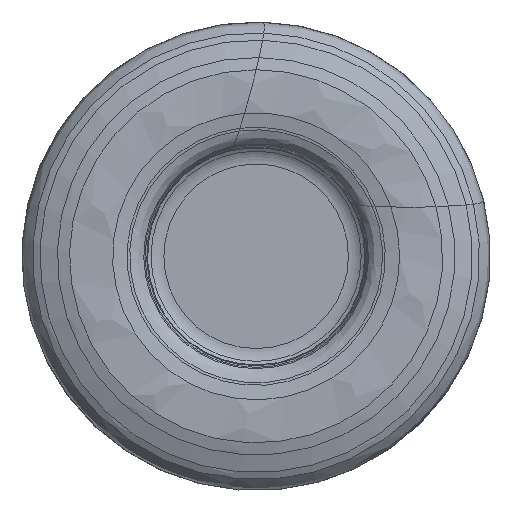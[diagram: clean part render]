
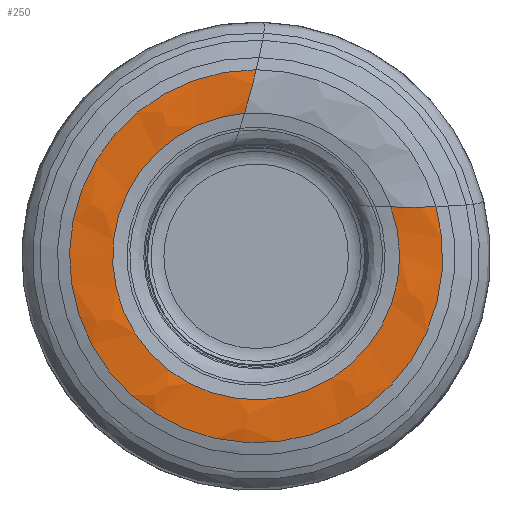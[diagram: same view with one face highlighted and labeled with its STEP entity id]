
A CAD part, left-side view. The second image highlights one B-rep face of the part: STEP entity #250.
In plain terms, the highlighted free-form (B-spline) face has degree [3, 3] with [4, 7] control points.
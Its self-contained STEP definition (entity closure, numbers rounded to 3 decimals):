
#45=(
BOUNDED_SURFACE()
B_SPLINE_SURFACE(3,3,((#1772,#1773,#1774,#1775,#1776,#1777,#1778),(#1779,
#1780,#1781,#1782,#1783,#1784,#1785),(#1786,#1787,#1788,#1789,#1790,#1791,
#1792),(#1793,#1794,#1795,#1796,#1797,#1798,#1799)),.UNSPECIFIED.,.F.,.F.,
 .F.)
B_SPLINE_SURFACE_WITH_KNOTS((4,4),(4,3,4),(0.,1.),(0.,0.5,1.),
 .UNSPECIFIED.)
GEOMETRIC_REPRESENTATION_ITEM()
RATIONAL_B_SPLINE_SURFACE(((1.,0.546,0.546,1.,0.546,
0.546,1.),(0.986,0.539,0.539,
0.986,0.539,0.539,0.986),
(0.986,0.539,0.539,0.986,
0.539,0.539,0.986),(1.,0.546,
0.546,1.,0.546,0.546,1.)))
REPRESENTATION_ITEM('')
SURFACE()
);
#250=ADVANCED_FACE('',(#311),#45,.F.);
#311=FACE_OUTER_BOUND('',#403,.T.);
#403=EDGE_LOOP('',(#534,#535,#536,#537));
#534=ORIENTED_EDGE('',*,*,#837,.F.);
#535=ORIENTED_EDGE('',*,*,#838,.T.);
#536=ORIENTED_EDGE('',*,*,#834,.T.);
#537=ORIENTED_EDGE('',*,*,#839,.T.);
#748=VERTEX_POINT('',#1749);
#749=VERTEX_POINT('',#1750);
#750=VERTEX_POINT('',#1768);
#751=VERTEX_POINT('',#1769);
#834=EDGE_CURVE('',#748,#749,#952,.T.);
#837=EDGE_CURVE('',#750,#751,#953,.T.);
#838=EDGE_CURVE('',#750,#748,#954,.T.);
#839=EDGE_CURVE('',#749,#751,#955,.T.);
#952=CIRCLE('',#1072,6.429);
#953=CIRCLE('',#1073,8.359);
#954=CIRCLE('',#1074,5.);
#955=CIRCLE('',#1075,5.);
#1072=AXIS2_PLACEMENT_3D('',#1748,#1266,#1267);
#1073=AXIS2_PLACEMENT_3D('',#1767,#1270,#1271);
#1074=AXIS2_PLACEMENT_3D('',#1770,#1272,#1273);
#1075=AXIS2_PLACEMENT_3D('',#1771,#1274,#1275);
#1266=DIRECTION('',(1.,0.,0.));
#1267=DIRECTION('',(0.,-0.939,0.344));
#1270=DIRECTION('',(1.,0.,0.));
#1271=DIRECTION('',(0.,-0.964,0.266));
#1272=DIRECTION('',(0.174,0.,-0.985));
#1273=DIRECTION('',(0.985,0.,0.174));
#1274=DIRECTION('',(-0.174,0.949,0.263));
#1275=DIRECTION('',(0.985,0.167,0.046));
#1748=CARTESIAN_POINT('',(0.075,0.,0.));
#1749=CARTESIAN_POINT('',(0.075,-6.036,2.213));
#1750=CARTESIAN_POINT('',(0.075,0.524,6.408));
#1767=CARTESIAN_POINT('',(0.133,0.,0.));
#1768=CARTESIAN_POINT('',(0.133,-8.057,2.223));
#1769=CARTESIAN_POINT('',(0.133,-0.005,8.359));
#1770=CARTESIAN_POINT('',(4.924,-6.904,3.068));
#1771=CARTESIAN_POINT('',(4.924,1.117,7.473));
#1772=CARTESIAN_POINT('',(0.075,-6.036,2.213));
#1773=CARTESIAN_POINT('',(0.075,-8.595,-4.766));
#1774=CARTESIAN_POINT('',(0.075,-2.799,-9.421));
#1775=CARTESIAN_POINT('',(0.075,3.463,-5.417));
#1776=CARTESIAN_POINT('',(0.075,9.726,-1.412));
#1777=CARTESIAN_POINT('',(0.075,7.933,5.802));
#1778=CARTESIAN_POINT('',(0.075,0.524,6.408));
#1779=CARTESIAN_POINT('',(-0.042,-6.709,2.193));
#1780=CARTESIAN_POINT('',(-0.042,-9.244,-5.565));
#1781=CARTESIAN_POINT('',(-0.042,-2.704,-10.446));
#1782=CARTESIAN_POINT('',(-0.042,4.011,-5.808));
#1783=CARTESIAN_POINT('',(-0.042,10.727,-1.17));
#1784=CARTESIAN_POINT('',(-0.042,8.477,6.675));
#1785=CARTESIAN_POINT('',(-0.042,0.325,7.051));
#1786=CARTESIAN_POINT('',(-0.023,-7.392,2.196));
#1787=CARTESIAN_POINT('',(-0.023,-9.932,-6.351));
#1788=CARTESIAN_POINT('',(-0.023,-2.644,-11.488));
#1789=CARTESIAN_POINT('',(-0.023,4.553,-6.224));
#1790=CARTESIAN_POINT('',(-0.023,11.75,-0.96));
#1791=CARTESIAN_POINT('',(-0.023,9.061,7.542));
#1792=CARTESIAN_POINT('',(-0.023,0.146,7.71));
#1793=CARTESIAN_POINT('',(0.133,-8.057,2.223));
#1794=CARTESIAN_POINT('',(0.133,-10.628,-7.093));
#1795=CARTESIAN_POINT('',(0.133,-2.622,-12.506));
#1796=CARTESIAN_POINT('',(0.133,5.066,-6.649));
#1797=CARTESIAN_POINT('',(0.133,12.753,-0.792));
#1798=CARTESIAN_POINT('',(0.133,9.66,8.364));
#1799=CARTESIAN_POINT('',(0.133,-0.005,8.359));
